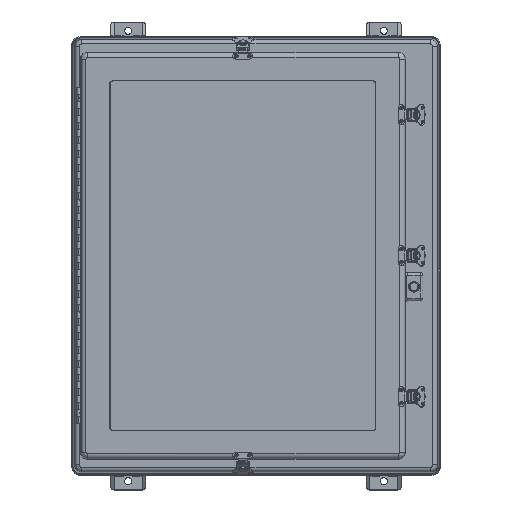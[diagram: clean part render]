
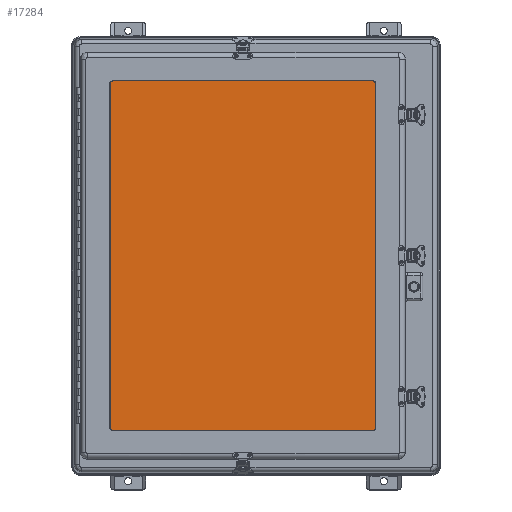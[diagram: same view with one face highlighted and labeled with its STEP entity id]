
A CAD part, top view. The second image highlights one B-rep face of the part: STEP entity #17284.
In plain terms, the highlighted planar face has unit normal (0, 0, 1).
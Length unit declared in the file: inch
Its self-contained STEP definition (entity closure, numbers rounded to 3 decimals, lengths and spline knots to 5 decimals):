
#1670=LINE($,#32825,#2994);
#1674=LINE($,#32834,#2998);
#1677=LINE($,#32842,#3001);
#1680=LINE($,#32850,#3004);
#2994=VECTOR($,#23200,24.5);
#2998=VECTOR($,#23210,18.5);
#3001=VECTOR($,#23219,24.5);
#3004=VECTOR($,#23228,18.5);
#3631=PLANE($,#18930);
#4843=FACE_OUTER_BOUND($,#6155,.T.);
#6155=EDGE_LOOP($,(#14863,#14864,#14865,#14866,#14867,#14868,#14869,#14870));
#7098=CIRCLE($,#18920,0.23);
#7099=CIRCLE($,#18923,0.23);
#7100=CIRCLE($,#18926,0.23);
#7101=CIRCLE($,#18929,0.23);
#8571=VERTEX_POINT($,#32823);
#8572=VERTEX_POINT($,#32824);
#8573=VERTEX_POINT($,#32829);
#8574=VERTEX_POINT($,#32833);
#8575=VERTEX_POINT($,#32837);
#8576=VERTEX_POINT($,#32841);
#8577=VERTEX_POINT($,#32845);
#8578=VERTEX_POINT($,#32849);
#10727=EDGE_CURVE($,#8571,#8572,#1670,.T.);
#10730=EDGE_CURVE($,#8572,#8573,#7098,.T.);
#10732=EDGE_CURVE($,#8573,#8574,#1674,.T.);
#10734=EDGE_CURVE($,#8574,#8575,#7099,.T.);
#10736=EDGE_CURVE($,#8575,#8576,#1677,.T.);
#10738=EDGE_CURVE($,#8576,#8577,#7100,.T.);
#10740=EDGE_CURVE($,#8577,#8578,#1680,.T.);
#10742=EDGE_CURVE($,#8578,#8571,#7101,.T.);
#14863=ORIENTED_EDGE($,*,*,#10727,.F.);
#14864=ORIENTED_EDGE($,*,*,#10742,.F.);
#14865=ORIENTED_EDGE($,*,*,#10740,.F.);
#14866=ORIENTED_EDGE($,*,*,#10738,.F.);
#14867=ORIENTED_EDGE($,*,*,#10736,.F.);
#14868=ORIENTED_EDGE($,*,*,#10734,.F.);
#14869=ORIENTED_EDGE($,*,*,#10732,.F.);
#14870=ORIENTED_EDGE($,*,*,#10730,.F.);
#17284=ADVANCED_FACE($,(#4843),#3631,.T.);
#18920=AXIS2_PLACEMENT_3D($,#32830,#23205,#23206);
#18923=AXIS2_PLACEMENT_3D($,#32838,#23214,#23215);
#18926=AXIS2_PLACEMENT_3D($,#32846,#23223,#23224);
#18929=AXIS2_PLACEMENT_3D($,#32853,#23232,#23233);
#18930=AXIS2_PLACEMENT_3D($,#32854,#23234,#23235);
#23200=DIRECTION($,(1.,0.,0.));
#23205=DIRECTION('center_axis',(0.,0.,-1.));
#23206=DIRECTION('ref_axis',(1.,0.,0.));
#23210=DIRECTION($,(0.,-1.,0.));
#23214=DIRECTION('center_axis',(0.,0.,-1.));
#23215=DIRECTION('ref_axis',(0.,-1.,0.));
#23219=DIRECTION($,(-1.,0.,0.));
#23223=DIRECTION('center_axis',(0.,0.,-1.));
#23224=DIRECTION('ref_axis',(-1.,0.,0.));
#23228=DIRECTION($,(0.,1.,0.));
#23232=DIRECTION('center_axis',(0.,0.,-1.));
#23233=DIRECTION('ref_axis',(0.,1.,0.));
#23234=DIRECTION('center_axis',(0.,0.,1.));
#23235=DIRECTION('ref_axis',(1.,0.,0.));
#32823=CARTESIAN_POINT('',(-12.25,9.48,0.094));
#32824=CARTESIAN_POINT('',(12.25,9.48,0.094));
#32825=CARTESIAN_POINT($,(-12.25,9.48,0.094));
#32829=CARTESIAN_POINT('',(12.48,9.25,0.094));
#32830=CARTESIAN_POINT('Origin',(12.25,9.25,0.094));
#32833=CARTESIAN_POINT('',(12.48,-9.25,0.094));
#32834=CARTESIAN_POINT($,(12.48,9.25,0.094));
#32837=CARTESIAN_POINT('',(12.25,-9.48,0.094));
#32838=CARTESIAN_POINT('Origin',(12.25,-9.25,0.094));
#32841=CARTESIAN_POINT('',(-12.25,-9.48,0.094));
#32842=CARTESIAN_POINT($,(12.25,-9.48,0.094));
#32845=CARTESIAN_POINT('',(-12.48,-9.25,0.094));
#32846=CARTESIAN_POINT('Origin',(-12.25,-9.25,0.094));
#32849=CARTESIAN_POINT('',(-12.48,9.25,0.094));
#32850=CARTESIAN_POINT($,(-12.48,-9.25,0.094));
#32853=CARTESIAN_POINT('Origin',(-12.25,9.25,0.094));
#32854=CARTESIAN_POINT('Origin',(0.,0.,0.094));
